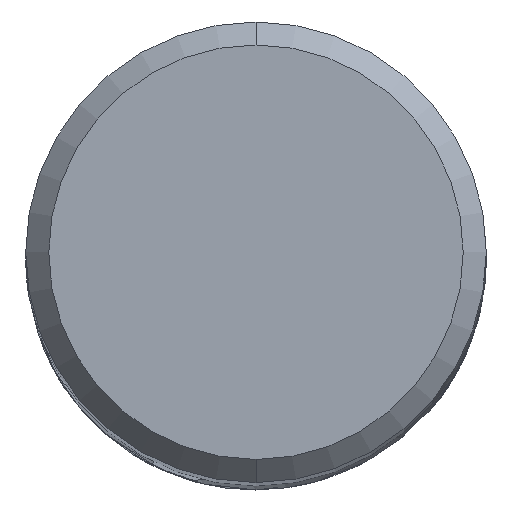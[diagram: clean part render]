
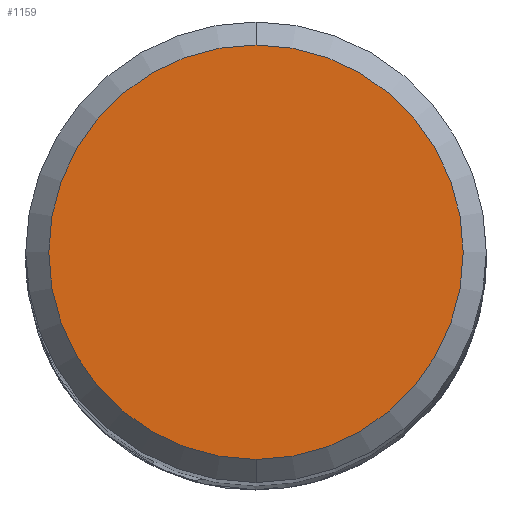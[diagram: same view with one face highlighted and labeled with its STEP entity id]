
A CAD part, top view. The second image highlights one B-rep face of the part: STEP entity #1159.
In plain terms, the highlighted planar face has unit normal (0, 0, 1).
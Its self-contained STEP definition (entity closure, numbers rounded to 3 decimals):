
#537=VERTEX_POINT('',#1446);
#541=EDGE_CURVE('',#673,#537,#1450,.T.);
#673=VERTEX_POINT('',#1594);
#1159=ADVANCED_FACE('',(#2122),#2123,.T.);
#1243=EDGE_CURVE('',#537,#673,#2215,.T.);
#1446=CARTESIAN_POINT('',(0.0,4.5,0.0));
#1450=CIRCLE('',#3196,4.5);
#1594=CARTESIAN_POINT('',(0.,-4.5,0.0));
#2122=FACE_OUTER_BOUND('',#11185,.T.);
#2123=PLANE('',#11186);
#2215=CIRCLE('',#11918,4.5);
#3196=AXIS2_PLACEMENT_3D('',#13158,#13159,#13160);
#11185=EDGE_LOOP('',(#13793,#13794));
#11186=AXIS2_PLACEMENT_3D('',#13795,#13796,#13797);
#11918=AXIS2_PLACEMENT_3D('',#13896,#13897,#13898);
#13158=CARTESIAN_POINT('',(0.0,0.0,0.0));
#13159=DIRECTION('',(0.0,0.0,-1.0));
#13160=DIRECTION('',(0.0,1.0,0.0));
#13793=ORIENTED_EDGE('',*,*,#1243,.F.);
#13794=ORIENTED_EDGE('',*,*,#541,.F.);
#13795=CARTESIAN_POINT('',(0.0,2.25,0.0));
#13796=DIRECTION('',(-0.0,0.0,1.0));
#13797=DIRECTION('',(0.0,-1.0,0.0));
#13896=CARTESIAN_POINT('',(0.0,0.0,0.0));
#13897=DIRECTION('',(0.0,0.0,-1.0));
#13898=DIRECTION('',(0.0,1.0,0.0));
